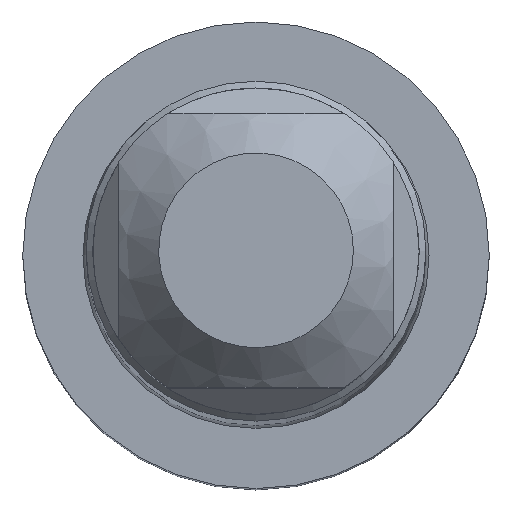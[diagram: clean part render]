
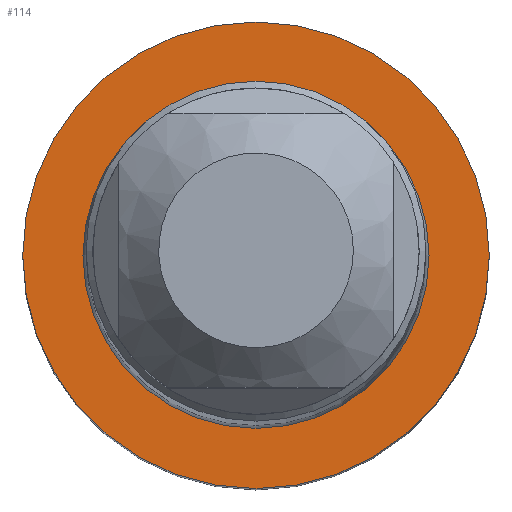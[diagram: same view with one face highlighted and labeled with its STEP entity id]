
A CAD part, top view. The second image highlights one B-rep face of the part: STEP entity #114.
In plain terms, the highlighted planar face has unit normal (0, 0, 1).
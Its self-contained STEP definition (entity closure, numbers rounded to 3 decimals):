
#85=PLANE('',#374);
#96=FACE_OUTER_BOUND('',#158,.T.);
#114=ADVANCED_FACE('',(#96),#85,.F.);
#158=EDGE_LOOP('',(#222));
#222=ORIENTED_EDGE('',*,*,#281,.T.);
#248=VERTEX_POINT('',#579);
#281=EDGE_CURVE('',#248,#248,#293,.T.);
#293=CIRCLE('',#372,4.255);
#372=AXIS2_PLACEMENT_3D('',#578,#456,#457);
#374=AXIS2_PLACEMENT_3D('',#581,#460,#461);
#456=DIRECTION('',(0.,0.,1.));
#457=DIRECTION('',(1.,0.,0.));
#460=DIRECTION('',(0.,0.,-1.));
#461=DIRECTION('',(-1.,0.,0.));
#578=CARTESIAN_POINT('',(0.,0.,-52.));
#579=CARTESIAN_POINT('',(4.255,0.,-52.));
#581=CARTESIAN_POINT('',(4.255,0.,-52.));
